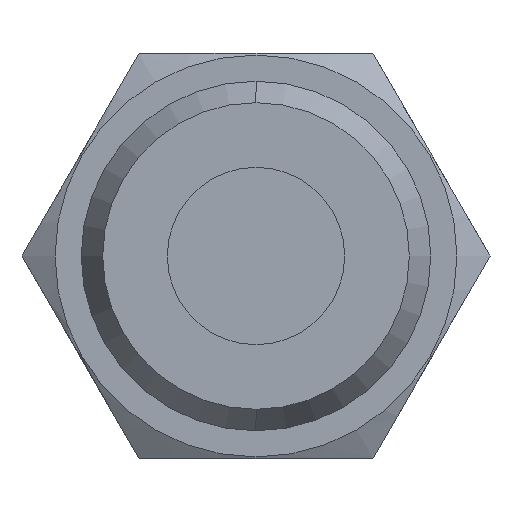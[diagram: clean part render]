
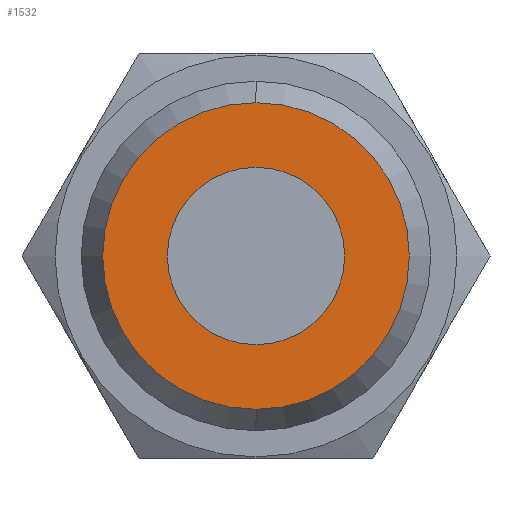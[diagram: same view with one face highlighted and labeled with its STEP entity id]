
A CAD part, front view. The second image highlights one B-rep face of the part: STEP entity #1532.
In plain terms, the highlighted planar face has unit normal (0, -1, 0).
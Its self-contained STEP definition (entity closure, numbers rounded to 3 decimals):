
#535 = CIRCLE ( 'NONE', #551, 5.25 ) ;
#536 = CARTESIAN_POINT ( 'NONE',  ( 0., -24.5, 0. ) ) ;
#551 = AXIS2_PLACEMENT_3D ( 'NONE', #536, #580, #579 ) ;
#579 = DIRECTION ( 'NONE',  ( 0., 0., -1. ) ) ;
#580 = DIRECTION ( 'NONE',  ( 0., -1., 0. ) ) ;
#599 = DIRECTION ( 'NONE',  ( 0., 0., -1. ) ) ;
#600 = DIRECTION ( 'NONE',  ( 0., -1., 0. ) ) ;
#601 = CARTESIAN_POINT ( 'NONE',  ( 0., -24.5, 0. ) ) ;
#602 = AXIS2_PLACEMENT_3D ( 'NONE', #601, #600, #599 ) ;
#603 = CIRCLE ( 'NONE', #602, 9.08 ) ;
#618 = CARTESIAN_POINT ( 'NONE',  ( 9.08, -24.5, 0. ) ) ;
#619 = AXIS2_PLACEMENT_3D ( 'NONE', #618, #665, #664 ) ;
#620 = PLANE ( 'NONE',  #619 ) ;
#621 = FACE_OUTER_BOUND ( 'NONE', #1473, .T. ) ;
#664 = DIRECTION ( 'NONE',  ( 0., 0., -1. ) ) ;
#665 = DIRECTION ( 'NONE',  ( 0., -1., 0. ) ) ;
#672 = FACE_BOUND ( 'NONE', #1493, .T. ) ;
#948 = EDGE_CURVE ( 'NONE', #1002, #1034, #1590, .T. ) ;
#955 = VERTEX_POINT ( 'NONE', #1649 ) ;
#960 = EDGE_CURVE ( 'NONE', #955, #1000, #1674, .T. ) ;
#1000 = VERTEX_POINT ( 'NONE', #1788 ) ;
#1002 = VERTEX_POINT ( 'NONE', #1709 ) ;
#1034 = VERTEX_POINT ( 'NONE', #1774 ) ;
#1473 = EDGE_LOOP ( 'NONE', ( #1529, #1530 ) ) ;
#1474 = ORIENTED_EDGE ( 'NONE', *, *, #960, .F. ) ;
#1489 = ORIENTED_EDGE ( 'NONE', *, *, #1490, .F. ) ;
#1490 = EDGE_CURVE ( 'NONE', #1000, #955, #535, .T. ) ;
#1493 = EDGE_LOOP ( 'NONE', ( #1489, #1474 ) ) ;
#1497 = EDGE_CURVE ( 'NONE', #1034, #1002, #603, .T. ) ;
#1529 = ORIENTED_EDGE ( 'NONE', *, *, #1497, .T. ) ;
#1530 = ORIENTED_EDGE ( 'NONE', *, *, #948, .T. ) ;
#1532 = ADVANCED_FACE ( 'NONE', ( #672, #621 ), #620, .T. ) ;
#1586 = DIRECTION ( 'NONE',  ( 0., 0., -1. ) ) ;
#1587 = DIRECTION ( 'NONE',  ( 0., -1., 0. ) ) ;
#1588 = CARTESIAN_POINT ( 'NONE',  ( 0., -24.5, 0. ) ) ;
#1589 = AXIS2_PLACEMENT_3D ( 'NONE', #1588, #1587, #1586 ) ;
#1590 = CIRCLE ( 'NONE', #1589, 9.08 ) ;
#1649 = CARTESIAN_POINT ( 'NONE',  ( 0., -24.5, 5.25 ) ) ;
#1666 = DIRECTION ( 'NONE',  ( 0., 0., -1. ) ) ;
#1667 = DIRECTION ( 'NONE',  ( 0., -1., 0. ) ) ;
#1668 = CARTESIAN_POINT ( 'NONE',  ( 0., -24.5, 0. ) ) ;
#1669 = AXIS2_PLACEMENT_3D ( 'NONE', #1668, #1667, #1666 ) ;
#1674 = CIRCLE ( 'NONE', #1669, 5.25 ) ;
#1709 = CARTESIAN_POINT ( 'NONE',  ( 0., -24.5, -9.08 ) ) ;
#1774 = CARTESIAN_POINT ( 'NONE',  ( 0., -24.5, 9.08 ) ) ;
#1788 = CARTESIAN_POINT ( 'NONE',  ( 0., -24.5, -5.25 ) ) ;
